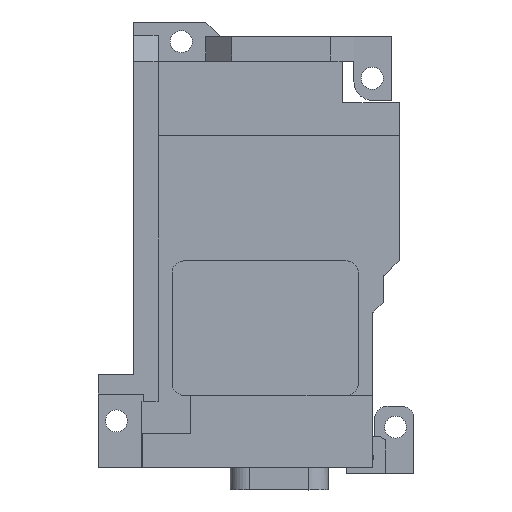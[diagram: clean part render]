
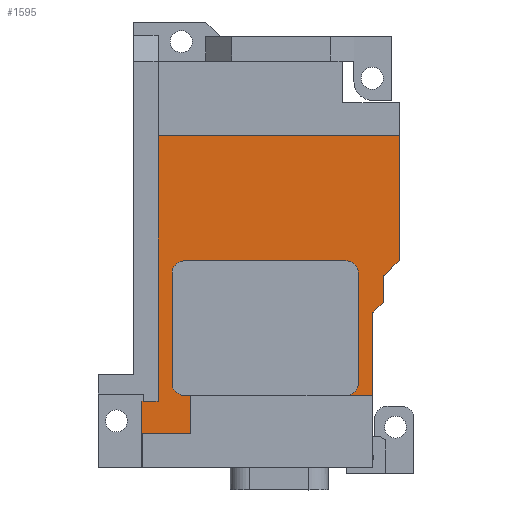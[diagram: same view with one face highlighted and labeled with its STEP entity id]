
A CAD part, top view. The second image highlights one B-rep face of the part: STEP entity #1595.
In plain terms, the highlighted planar face has unit normal (0, 0, 1).
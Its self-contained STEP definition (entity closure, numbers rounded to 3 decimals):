
#502 = VERTEX_POINT('',#503);
#503 = CARTESIAN_POINT('',(-11.1,5.4,2.7));
#509 = EDGE_CURVE('',#502,#510,#512,.T.);
#510 = VERTEX_POINT('',#511);
#511 = CARTESIAN_POINT('',(-9.9,5.4,2.7));
#512 = LINE('',#513,#514);
#513 = CARTESIAN_POINT('',(-9.9,5.4,2.7));
#514 = VECTOR('',#515,1.);
#515 = DIRECTION('',(1.,0.,0.));
#517 = EDGE_CURVE('',#510,#518,#520,.T.);
#518 = VERTEX_POINT('',#519);
#519 = CARTESIAN_POINT('',(-9.9,27.1,2.7));
#520 = LINE('',#521,#522);
#521 = CARTESIAN_POINT('',(-9.9,33.2,2.7));
#522 = VECTOR('',#523,1.);
#523 = DIRECTION('',(0.,1.,0.));
#1429 = VERTEX_POINT('',#1430);
#1430 = CARTESIAN_POINT('',(-11.2,0.,2.7));
#1436 = EDGE_CURVE('',#1429,#1437,#1439,.T.);
#1437 = VERTEX_POINT('',#1438);
#1438 = CARTESIAN_POINT('',(-11.25,0.,2.7));
#1439 = LINE('',#1440,#1441);
#1440 = CARTESIAN_POINT('',(-5.988,0.,2.7));
#1441 = VECTOR('',#1442,1.);
#1442 = DIRECTION('',(-1.,0.,0.));
#1561 = VERTEX_POINT('',#1562);
#1562 = CARTESIAN_POINT('',(-11.25,5.4,2.7));
#1568 = EDGE_CURVE('',#1561,#502,#1569,.T.);
#1569 = LINE('',#1570,#1571);
#1570 = CARTESIAN_POINT('',(-5.313,5.4,2.7));
#1571 = VECTOR('',#1572,1.);
#1572 = DIRECTION('',(1.,0.,0.));
#1584 = EDGE_CURVE('',#1437,#1561,#1585,.T.);
#1585 = LINE('',#1586,#1587);
#1586 = CARTESIAN_POINT('',(-11.25,9.475,2.7));
#1587 = VECTOR('',#1588,1.);
#1588 = DIRECTION('',(0.,1.,0.));
#1595 = ADVANCED_FACE('',(#1596),#1765,.T.);
#1596 = FACE_BOUND('',#1597,.T.);
#1597 = EDGE_LOOP('',(#1598,#1608,#1617,#1625,#1634,#1642,#1651,#1659,
    #1668,#1676,#1684,#1692,#1700,#1708,#1716,#1724,#1732,#1738,#1739,
    #1740,#1741,#1742,#1743,#1751,#1759));
#1598 = ORIENTED_EDGE('',*,*,#1599,.T.);
#1599 = EDGE_CURVE('',#1600,#1602,#1604,.T.);
#1600 = VERTEX_POINT('',#1601);
#1601 = CARTESIAN_POINT('',(-7.25,5.88,2.7));
#1602 = VERTEX_POINT('',#1603);
#1603 = CARTESIAN_POINT('',(-7.75,5.88,2.7));
#1604 = LINE('',#1605,#1606);
#1605 = CARTESIAN_POINT('',(-4.238,5.88,2.7));
#1606 = VECTOR('',#1607,1.);
#1607 = DIRECTION('',(-1.,0.,0.));
#1608 = ORIENTED_EDGE('',*,*,#1609,.T.);
#1609 = EDGE_CURVE('',#1602,#1610,#1612,.T.);
#1610 = VERTEX_POINT('',#1611);
#1611 = CARTESIAN_POINT('',(-8.75,6.88,2.7));
#1612 = CIRCLE('',#1613,1.);
#1613 = AXIS2_PLACEMENT_3D('',#1614,#1615,#1616);
#1614 = CARTESIAN_POINT('',(-7.75,6.88,2.7));
#1615 = DIRECTION('',(0.,0.,-1.));
#1616 = DIRECTION('',(-1.,0.,-0.));
#1617 = ORIENTED_EDGE('',*,*,#1618,.T.);
#1618 = EDGE_CURVE('',#1610,#1619,#1621,.T.);
#1619 = VERTEX_POINT('',#1620);
#1620 = CARTESIAN_POINT('',(-8.75,15.88,2.7));
#1621 = LINE('',#1622,#1623);
#1622 = CARTESIAN_POINT('',(-8.75,14.715,2.7));
#1623 = VECTOR('',#1624,1.);
#1624 = DIRECTION('',(0.,1.,0.));
#1625 = ORIENTED_EDGE('',*,*,#1626,.T.);
#1626 = EDGE_CURVE('',#1619,#1627,#1629,.T.);
#1627 = VERTEX_POINT('',#1628);
#1628 = CARTESIAN_POINT('',(-7.75,16.88,2.7));
#1629 = CIRCLE('',#1630,1.);
#1630 = AXIS2_PLACEMENT_3D('',#1631,#1632,#1633);
#1631 = CARTESIAN_POINT('',(-7.75,15.88,2.7));
#1632 = DIRECTION('',(0.,0.,-1.));
#1633 = DIRECTION('',(0.,1.,0.));
#1634 = ORIENTED_EDGE('',*,*,#1635,.T.);
#1635 = EDGE_CURVE('',#1627,#1636,#1638,.T.);
#1636 = VERTEX_POINT('',#1637);
#1637 = CARTESIAN_POINT('',(5.45,16.88,2.7));
#1638 = LINE('',#1639,#1640);
#1639 = CARTESIAN_POINT('',(2.363,16.88,2.7));
#1640 = VECTOR('',#1641,1.);
#1641 = DIRECTION('',(1.,0.,0.));
#1642 = ORIENTED_EDGE('',*,*,#1643,.T.);
#1643 = EDGE_CURVE('',#1636,#1644,#1646,.T.);
#1644 = VERTEX_POINT('',#1645);
#1645 = CARTESIAN_POINT('',(6.45,15.88,2.7));
#1646 = CIRCLE('',#1647,1.);
#1647 = AXIS2_PLACEMENT_3D('',#1648,#1649,#1650);
#1648 = CARTESIAN_POINT('',(5.45,15.88,2.7));
#1649 = DIRECTION('',(0.,0.,-1.));
#1650 = DIRECTION('',(1.,0.,0.));
#1651 = ORIENTED_EDGE('',*,*,#1652,.T.);
#1652 = EDGE_CURVE('',#1644,#1653,#1655,.T.);
#1653 = VERTEX_POINT('',#1654);
#1654 = CARTESIAN_POINT('',(6.45,6.88,2.7));
#1655 = LINE('',#1656,#1657);
#1656 = CARTESIAN_POINT('',(6.45,10.215,2.7));
#1657 = VECTOR('',#1658,1.);
#1658 = DIRECTION('',(0.,-1.,0.));
#1659 = ORIENTED_EDGE('',*,*,#1660,.T.);
#1660 = EDGE_CURVE('',#1653,#1661,#1663,.T.);
#1661 = VERTEX_POINT('',#1662);
#1662 = CARTESIAN_POINT('',(5.45,5.88,2.7));
#1663 = CIRCLE('',#1664,1.);
#1664 = AXIS2_PLACEMENT_3D('',#1665,#1666,#1667);
#1665 = CARTESIAN_POINT('',(5.45,6.88,2.7));
#1666 = DIRECTION('',(0.,0.,-1.));
#1667 = DIRECTION('',(0.,-1.,0.));
#1668 = ORIENTED_EDGE('',*,*,#1669,.T.);
#1669 = EDGE_CURVE('',#1661,#1670,#1672,.T.);
#1670 = VERTEX_POINT('',#1671);
#1671 = CARTESIAN_POINT('',(7.6,5.88,2.7));
#1672 = LINE('',#1673,#1674);
#1673 = CARTESIAN_POINT('',(3.438,5.88,2.7));
#1674 = VECTOR('',#1675,1.);
#1675 = DIRECTION('',(1.,0.,0.));
#1676 = ORIENTED_EDGE('',*,*,#1677,.F.);
#1677 = EDGE_CURVE('',#1678,#1670,#1680,.T.);
#1678 = VERTEX_POINT('',#1679);
#1679 = CARTESIAN_POINT('',(7.6,12.7,2.7));
#1680 = LINE('',#1681,#1682);
#1681 = CARTESIAN_POINT('',(7.6,6.775,2.7));
#1682 = VECTOR('',#1683,1.);
#1683 = DIRECTION('',(0.,-1.,0.));
#1684 = ORIENTED_EDGE('',*,*,#1685,.F.);
#1685 = EDGE_CURVE('',#1686,#1678,#1688,.T.);
#1686 = VERTEX_POINT('',#1687);
#1687 = CARTESIAN_POINT('',(7.7,12.7,2.7));
#1688 = LINE('',#1689,#1690);
#1689 = CARTESIAN_POINT('',(3.438,12.7,2.7));
#1690 = VECTOR('',#1691,1.);
#1691 = DIRECTION('',(-1.,0.,0.));
#1692 = ORIENTED_EDGE('',*,*,#1693,.F.);
#1693 = EDGE_CURVE('',#1694,#1686,#1696,.T.);
#1694 = VERTEX_POINT('',#1695);
#1695 = CARTESIAN_POINT('',(8.5,13.5,2.7));
#1696 = LINE('',#1697,#1698);
#1697 = CARTESIAN_POINT('',(6.006,11.006,2.7));
#1698 = VECTOR('',#1699,1.);
#1699 = DIRECTION('',(-0.707,-0.707,0.));
#1700 = ORIENTED_EDGE('',*,*,#1701,.F.);
#1701 = EDGE_CURVE('',#1702,#1694,#1704,.T.);
#1702 = VERTEX_POINT('',#1703);
#1703 = CARTESIAN_POINT('',(8.5,15.7,2.7));
#1704 = LINE('',#1705,#1706);
#1705 = CARTESIAN_POINT('',(8.5,13.125,2.7));
#1706 = VECTOR('',#1707,1.);
#1707 = DIRECTION('',(0.,-1.,0.));
#1708 = ORIENTED_EDGE('',*,*,#1709,.F.);
#1709 = EDGE_CURVE('',#1710,#1702,#1712,.T.);
#1710 = VERTEX_POINT('',#1711);
#1711 = CARTESIAN_POINT('',(8.6,15.7,2.7));
#1712 = LINE('',#1713,#1714);
#1713 = CARTESIAN_POINT('',(3.888,15.7,2.7));
#1714 = VECTOR('',#1715,1.);
#1715 = DIRECTION('',(-1.,0.,0.));
#1716 = ORIENTED_EDGE('',*,*,#1717,.F.);
#1717 = EDGE_CURVE('',#1718,#1710,#1720,.T.);
#1718 = VERTEX_POINT('',#1719);
#1719 = CARTESIAN_POINT('',(9.8,16.9,2.7));
#1720 = LINE('',#1721,#1722);
#1721 = CARTESIAN_POINT('',(6.031,13.131,2.7));
#1722 = VECTOR('',#1723,1.);
#1723 = DIRECTION('',(-0.707,-0.707,0.));
#1724 = ORIENTED_EDGE('',*,*,#1725,.F.);
#1725 = EDGE_CURVE('',#1726,#1718,#1728,.T.);
#1726 = VERTEX_POINT('',#1727);
#1727 = CARTESIAN_POINT('',(9.8,27.1,2.7));
#1728 = LINE('',#1729,#1730);
#1729 = CARTESIAN_POINT('',(9.8,14.625,2.7));
#1730 = VECTOR('',#1731,1.);
#1731 = DIRECTION('',(0.,-1.,0.));
#1732 = ORIENTED_EDGE('',*,*,#1733,.F.);
#1733 = EDGE_CURVE('',#518,#1726,#1734,.T.);
#1734 = LINE('',#1735,#1736);
#1735 = CARTESIAN_POINT('',(4.538,27.1,2.7));
#1736 = VECTOR('',#1737,1.);
#1737 = DIRECTION('',(1.,0.,0.));
#1738 = ORIENTED_EDGE('',*,*,#517,.F.);
#1739 = ORIENTED_EDGE('',*,*,#509,.F.);
#1740 = ORIENTED_EDGE('',*,*,#1568,.F.);
#1741 = ORIENTED_EDGE('',*,*,#1584,.F.);
#1742 = ORIENTED_EDGE('',*,*,#1436,.F.);
#1743 = ORIENTED_EDGE('',*,*,#1744,.T.);
#1744 = EDGE_CURVE('',#1429,#1745,#1747,.T.);
#1745 = VERTEX_POINT('',#1746);
#1746 = CARTESIAN_POINT('',(-11.2,2.8,2.7));
#1747 = LINE('',#1748,#1749);
#1748 = CARTESIAN_POINT('',(-11.2,8.175,2.7));
#1749 = VECTOR('',#1750,1.);
#1750 = DIRECTION('',(0.,1.,0.));
#1751 = ORIENTED_EDGE('',*,*,#1752,.T.);
#1752 = EDGE_CURVE('',#1745,#1753,#1755,.T.);
#1753 = VERTEX_POINT('',#1754);
#1754 = CARTESIAN_POINT('',(-7.25,2.8,2.7));
#1755 = LINE('',#1756,#1757);
#1756 = CARTESIAN_POINT('',(-3.988,2.8,2.7));
#1757 = VECTOR('',#1758,1.);
#1758 = DIRECTION('',(1.,0.,0.));
#1759 = ORIENTED_EDGE('',*,*,#1760,.T.);
#1760 = EDGE_CURVE('',#1753,#1600,#1761,.T.);
#1761 = LINE('',#1762,#1763);
#1762 = CARTESIAN_POINT('',(-7.25,9.715,2.7));
#1763 = VECTOR('',#1764,1.);
#1764 = DIRECTION('',(0.,1.,0.));
#1765 = PLANE('',#1766);
#1766 = AXIS2_PLACEMENT_3D('',#1767,#1768,#1769);
#1767 = CARTESIAN_POINT('',(-0.725,13.55,2.7));
#1768 = DIRECTION('',(0.,0.,1.));
#1769 = DIRECTION('',(1.,0.,0.));
